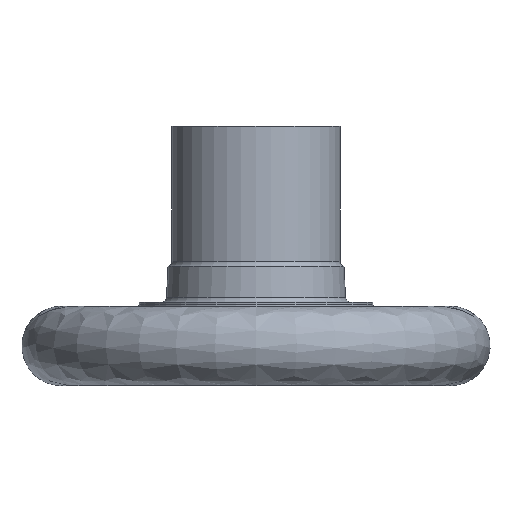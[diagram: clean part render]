
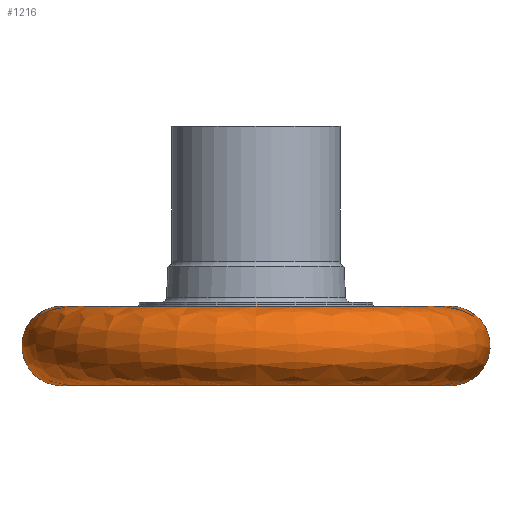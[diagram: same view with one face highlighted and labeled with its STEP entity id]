
A CAD part, left-side view. The second image highlights one B-rep face of the part: STEP entity #1216.
In plain terms, the highlighted face is a revolution surface.
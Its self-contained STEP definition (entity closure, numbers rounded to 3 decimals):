
#897=CARTESIAN_POINT('',(0.,7.452,0.15));
#898=CARTESIAN_POINT('',(0.,7.592,0.16));
#899=CARTESIAN_POINT('',(0.,7.902,0.226));
#900=CARTESIAN_POINT('',(0.,8.36,0.491));
#901=CARTESIAN_POINT('',(0.,8.744,0.982));
#902=CARTESIAN_POINT('',(0.,8.899,1.647));
#903=CARTESIAN_POINT('',(0.,8.744,2.312));
#904=CARTESIAN_POINT('',(0.,8.359,2.802));
#905=CARTESIAN_POINT('',(0.,7.901,3.066));
#906=CARTESIAN_POINT('',(0.,7.591,3.132));
#907=CARTESIAN_POINT('',(0.,7.451,3.142));
#912=CARTESIAN_POINT('',(0.,-7.452,0.15));
#913=CARTESIAN_POINT('',(0.,-7.592,0.16));
#914=CARTESIAN_POINT('',(0.,-7.902,0.226));
#915=CARTESIAN_POINT('',(0.,-8.36,0.491));
#916=CARTESIAN_POINT('',(0.,-8.744,0.982));
#917=CARTESIAN_POINT('',(0.,-8.899,1.647));
#918=CARTESIAN_POINT('',(0.,-8.744,2.312));
#919=CARTESIAN_POINT('',(0.,-8.359,2.802));
#920=CARTESIAN_POINT('',(0.,-7.901,3.066));
#921=CARTESIAN_POINT('',(0.,-7.591,3.132));
#922=CARTESIAN_POINT('',(0.,-7.451,3.142));
#935=CARTESIAN_POINT('',(0.,0.,0.15));
#936=DIRECTION('',(0.,0.,-1.));
#937=DIRECTION('',(0.,1.,0.));
#938=AXIS2_PLACEMENT_3D('',#935,#936,#937);
#943=CARTESIAN_POINT('',(0.,0.,3.142));
#944=DIRECTION('',(0.,0.,-1.));
#945=DIRECTION('',(0.,1.,0.));
#946=AXIS2_PLACEMENT_3D('',#943,#944,#945);
#1057=CARTESIAN_POINT('',(0.,7.452,0.15));
#1058=VERTEX_POINT('',#1057);
#1059=VERTEX_POINT('',#907);
#1072=CARTESIAN_POINT('',(0.,-7.452,0.15));
#1073=VERTEX_POINT('',#1072);
#1074=VERTEX_POINT('',#922);
#1193=CARTESIAN_POINT('',(0.,7.451,3.142));
#1194=CARTESIAN_POINT('',(0.,7.591,3.132));
#1195=CARTESIAN_POINT('',(0.,7.901,3.066));
#1196=CARTESIAN_POINT('',(0.,8.359,2.802));
#1197=CARTESIAN_POINT('',(0.,8.744,2.312));
#1198=CARTESIAN_POINT('',(0.,8.899,1.647));
#1199=CARTESIAN_POINT('',(0.,8.744,0.982));
#1200=CARTESIAN_POINT('',(0.,8.36,0.491));
#1201=CARTESIAN_POINT('',(0.,7.902,0.226));
#1202=CARTESIAN_POINT('',(0.,7.592,0.16));
#1203=CARTESIAN_POINT('',(0.,7.452,0.15));
#1205=CARTESIAN_POINT('',(0.,0.,3.292));
#1206=DIRECTION('',(0.,0.,-1.));
#1207=AXIS1_PLACEMENT('',#1205,#1206);
#1208=SURFACE_OF_REVOLUTION('',#1204,#1207);
#1209=ORIENTED_EDGE('',*,*,#1183,.F.);
#1210=ORIENTED_EDGE('',*,*,#1149,.T.);
#1211=ORIENTED_EDGE('',*,*,#1187,.T.);
#1213=ORIENTED_EDGE('',*,*,#1212,.F.);
#1214=EDGE_LOOP('',(#1209,#1210,#1211,#1213));
#1215=FACE_OUTER_BOUND('',#1214,.F.);
#1216=ADVANCED_FACE('',(#1215),#1208,.T.);
#908=B_SPLINE_CURVE_WITH_KNOTS('',3,(#897,#898,#899,#900,#901,#902,#903,#904,
#905,#906,#907),.UNSPECIFIED.,.F.,.F.,(4,1,1,1,1,1,1,1,4),(0.,
0.094,0.21,0.348,0.5,
0.652,0.79,0.906,1.),.UNSPECIFIED.);
#923=B_SPLINE_CURVE_WITH_KNOTS('',3,(#912,#913,#914,#915,#916,#917,#918,#919,
#920,#921,#922),.UNSPECIFIED.,.F.,.F.,(4,1,1,1,1,1,1,1,4),(0.,
0.094,0.21,0.348,0.5,
0.652,0.79,0.906,1.),.UNSPECIFIED.);
#939=CIRCLE('',#938,7.452);
#947=CIRCLE('',#946,7.451);
#1149=EDGE_CURVE('',#1058,#1073,#939,.T.);
#1183=EDGE_CURVE('',#1058,#1059,#908,.T.);
#1187=EDGE_CURVE('',#1073,#1074,#923,.T.);
#1204=B_SPLINE_CURVE_WITH_KNOTS('',3,(#1193,#1194,#1195,#1196,#1197,#1198,#1199,
#1200,#1201,#1202,#1203),.UNSPECIFIED.,.F.,.F.,(4,1,1,1,1,1,1,1,4),(0.,
0.094,0.21,0.348,0.5,
0.652,0.79,0.906,1.),.UNSPECIFIED.);
#1212=EDGE_CURVE('',#1059,#1074,#947,.T.);
